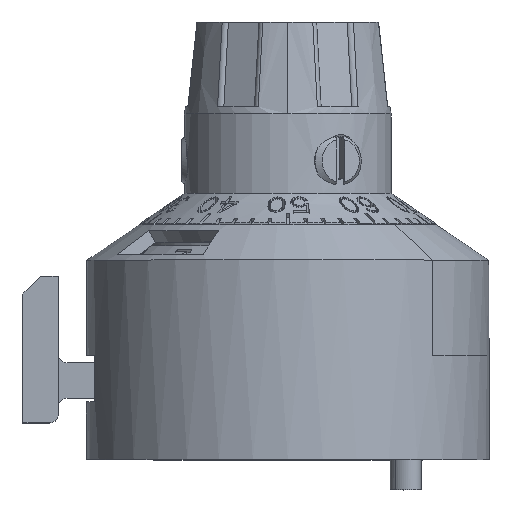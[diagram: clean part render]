
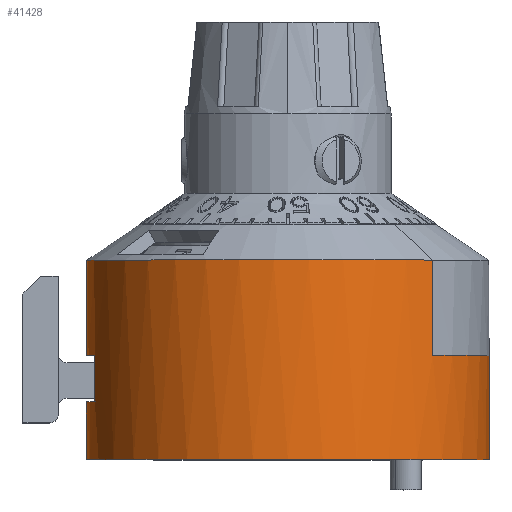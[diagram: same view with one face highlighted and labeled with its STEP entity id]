
A CAD part, top view. The second image highlights one B-rep face of the part: STEP entity #41428.
In plain terms, the highlighted cylindrical face has radius 11.4 mm (diameter 22.8 mm), a partial arc.
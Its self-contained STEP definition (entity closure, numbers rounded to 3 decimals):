
#1314=CARTESIAN_POINT('',(0.,-3.03,0.));
#1315=DIRECTION('',(0.,1.,0.));
#1316=DIRECTION('',(-0.959,0.,-0.285));
#1317=AXIS2_PLACEMENT_3D('',#1314,#1315,#1316);
#1328=DIRECTION('',(0.,-1.,0.));
#1329=VECTOR('',#1328,5.9);
#1330=CARTESIAN_POINT('',(11.4,-3.03,0.));
#1331=LINE('',#1330,#1329);
#1332=DIRECTION('',(0.,1.,0.));
#1333=VECTOR('',#1332,2.62);
#1334=CARTESIAN_POINT('',(-10.927,-5.65,3.25));
#1335=LINE('',#1334,#1333);
#1336=CARTESIAN_POINT('',(0.,-3.03,0.));
#1337=DIRECTION('',(0.,1.,0.));
#1338=DIRECTION('',(-0.719,0.,-0.695));
#1339=AXIS2_PLACEMENT_3D('',#1336,#1337,#1338);
#1341=DIRECTION('',(0.,1.,0.));
#1342=VECTOR('',#1341,5.397);
#1343=CARTESIAN_POINT('',(-8.2,-3.03,-7.919));
#1344=LINE('',#1343,#1342);
#1365=DIRECTION('',(0.,-1.,0.));
#1366=VECTOR('',#1365,3.28);
#1367=CARTESIAN_POINT('',(-11.4,-5.65,0.));
#1368=LINE('',#1367,#1366);
#1369=CARTESIAN_POINT('',(0.,-3.03,0.));
#1370=DIRECTION('',(0.,1.,0.));
#1371=DIRECTION('',(0.719,0.,0.695));
#1372=AXIS2_PLACEMENT_3D('',#1369,#1370,#1371);
#1374=DIRECTION('',(0.,1.,0.));
#1375=VECTOR('',#1374,5.397);
#1376=CARTESIAN_POINT('',(8.2,-3.03,7.919));
#1377=LINE('',#1376,#1375);
#1913=CARTESIAN_POINT('',(0.,-5.65,0.));
#1914=DIRECTION('',(0.,-1.,0.));
#1915=DIRECTION('',(-0.959,0.,0.285));
#1916=AXIS2_PLACEMENT_3D('',#1913,#1914,#1915);
#19665=CARTESIAN_POINT('',(0.,-8.93,0.));
#19666=DIRECTION('',(0.,1.,0.));
#19667=DIRECTION('',(-1.,0.,0.));
#19668=AXIS2_PLACEMENT_3D('',#19665,#19666,#19667);
#19920=CARTESIAN_POINT('',(0.,2.367,0.));
#19921=DIRECTION('',(0.,-1.,0.));
#19922=DIRECTION('',(0.719,0.,0.695));
#19923=AXIS2_PLACEMENT_3D('',#19920,#19921,#19922);
#36442=CARTESIAN_POINT('',(8.2,2.367,7.919));
#36443=VERTEX_POINT('',#36442);
#36444=CARTESIAN_POINT('',(-8.2,2.367,
-7.919));
#36445=VERTEX_POINT('',#36444);
#39005=CARTESIAN_POINT('',(11.4,-8.93,0.));
#39006=CARTESIAN_POINT('',(-11.4,-8.93,0.));
#39007=VERTEX_POINT('',#39005);
#39008=VERTEX_POINT('',#39006);
#39025=CARTESIAN_POINT('',(-11.4,-5.65,0.));
#39027=VERTEX_POINT('',#39025);
#39043=CARTESIAN_POINT('',(-10.927,-5.65,3.25));
#39044=VERTEX_POINT('',#39043);
#39233=CARTESIAN_POINT('',(8.2,-3.03,7.919));
#39234=CARTESIAN_POINT('',(11.4,-3.03,0.));
#39235=VERTEX_POINT('',#39233);
#39236=VERTEX_POINT('',#39234);
#39247=CARTESIAN_POINT('',(-8.2,-3.03,-7.919));
#39248=CARTESIAN_POINT('',(-10.927,-3.03,-3.25));
#39249=VERTEX_POINT('',#39247);
#39250=VERTEX_POINT('',#39248);
#39253=CARTESIAN_POINT('',(-10.927,-3.03,3.25));
#39255=VERTEX_POINT('',#39253);
#41400=CARTESIAN_POINT('',(0.,-3.4,0.));
#41401=DIRECTION('',(0.,1.,0.));
#41402=DIRECTION('',(0.719,0.,0.695));
#41403=AXIS2_PLACEMENT_3D('',#41400,#41401,#41402);
#41404=CYLINDRICAL_SURFACE('',#41403,11.4);
#41406=ORIENTED_EDGE('',*,*,#41405,.F.);
#41408=ORIENTED_EDGE('',*,*,#41407,.T.);
#41410=ORIENTED_EDGE('',*,*,#41409,.T.);
#41412=ORIENTED_EDGE('',*,*,#41411,.F.);
#41414=ORIENTED_EDGE('',*,*,#41413,.F.);
#41416=ORIENTED_EDGE('',*,*,#41415,.F.);
#41418=ORIENTED_EDGE('',*,*,#41417,.T.);
#41419=ORIENTED_EDGE('',*,*,#41391,.F.);
#41421=ORIENTED_EDGE('',*,*,#41420,.F.);
#41423=ORIENTED_EDGE('',*,*,#41422,.T.);
#41425=ORIENTED_EDGE('',*,*,#41424,.F.);
#41426=EDGE_LOOP('',(#41406,#41408,#41410,#41412,#41414,#41416,#41418,#41419,
#41421,#41423,#41425));
#41427=FACE_OUTER_BOUND('',#41426,.F.);
#41428=ADVANCED_FACE('',(#41427),#41404,.T.);
#1318=CIRCLE('',#1317,11.4);
#1340=CIRCLE('',#1339,11.4);
#1373=CIRCLE('',#1372,11.4);
#1917=CIRCLE('',#1916,11.4);
#19669=CIRCLE('',#19668,11.4);
#19924=CIRCLE('',#19923,11.4);
#41391=EDGE_CURVE('',#39250,#39255,#1318,.T.);
#41405=EDGE_CURVE('',#39235,#36443,#1377,.T.);
#41407=EDGE_CURVE('',#39235,#39236,#1373,.T.);
#41409=EDGE_CURVE('',#39236,#39007,#1331,.T.);
#41411=EDGE_CURVE('',#39008,#39007,#19669,.T.);
#41413=EDGE_CURVE('',#39027,#39008,#1368,.T.);
#41415=EDGE_CURVE('',#39044,#39027,#1917,.T.);
#41417=EDGE_CURVE('',#39044,#39255,#1335,.T.);
#41420=EDGE_CURVE('',#39249,#39250,#1340,.T.);
#41422=EDGE_CURVE('',#39249,#36445,#1344,.T.);
#41424=EDGE_CURVE('',#36443,#36445,#19924,.T.);
